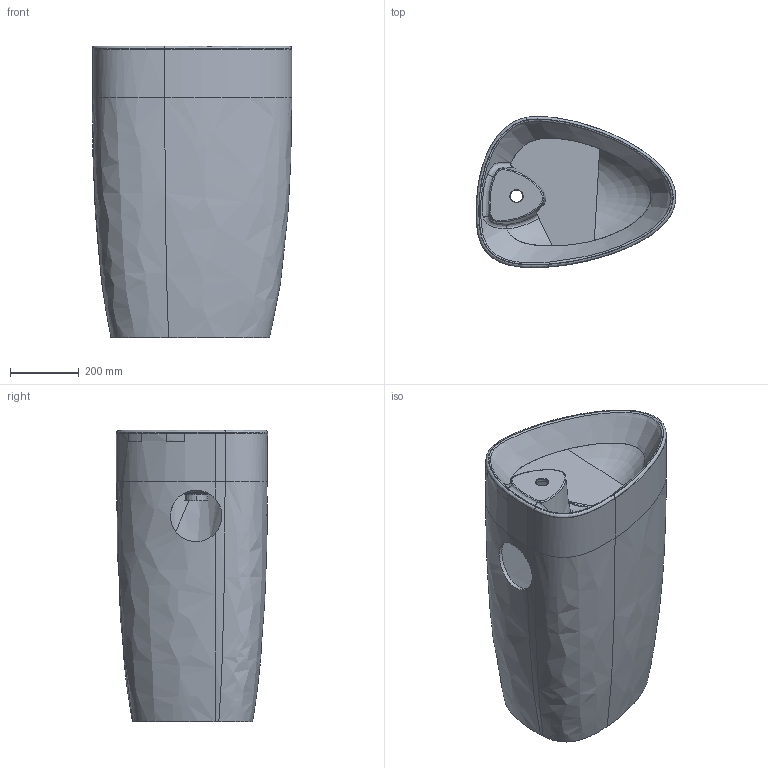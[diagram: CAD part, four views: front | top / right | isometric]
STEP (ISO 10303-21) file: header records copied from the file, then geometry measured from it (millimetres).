
FILE_DESCRIPTION(/* description */ (''),/* implementation_level */ '2;1');
FILE_NAME(/* name */ '1337 Etne Monoblock yeni batarya banklı lavabo.stp',/* time_stamp */ '2017-02-21T11:55:16+03:00',/* author */ (''),/* organization */ (''),/* preprocessor_version */ 'ST-DEVELOPER v16',/* originating_system */ 'SIEMENS PLM Software NX 10.0',/* authorisation */ '');
FILE_SCHEMA (('AP203_CONFIGURATION_CONTROLLED_3D_DESIGN_OF_MECHANICAL_PARTS_AND_ASSEMBLIES_MIM_LF { 1 0 10303 403 2 1 2}'));
Length unit declared in the file: millimetre
Products named in the file (1): Cosk047C4B99pmj0
Bounding box: 581.62 x 440.59 x 850 mm (x, y, z)
Volume: 17268650.1 mm3; surface area: 3169659.9 mm2
Topology: 2 solids, 2 shells, 113 faces, 301 edges, 191 vertices
Faces by surface type: bspline 82, extrusion 16, plane 8, torus 5, cylinder 2
Full cylindrical faces by diameter (mm): 35 x1, 150 x1
Entity records: 29357 total; most frequent: CARTESIAN_POINT 27341, ORIENTED_EDGE 564, EDGE_CURVE 282, B_SPLINE_CURVE_WITH_KNOTS 237, VERTEX_POINT 185, EDGE_LOOP 131, ADVANCED_FACE 113, DIRECTION 98
